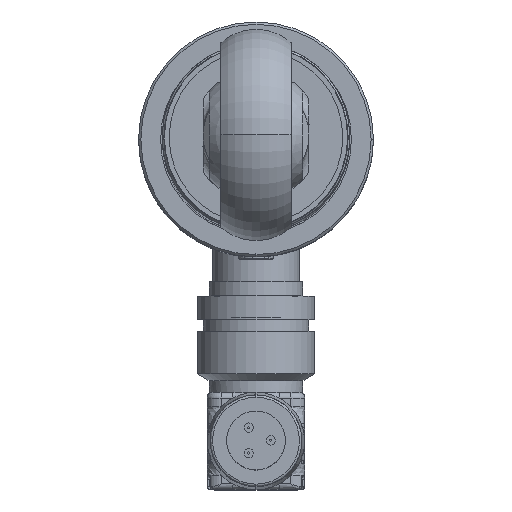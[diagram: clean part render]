
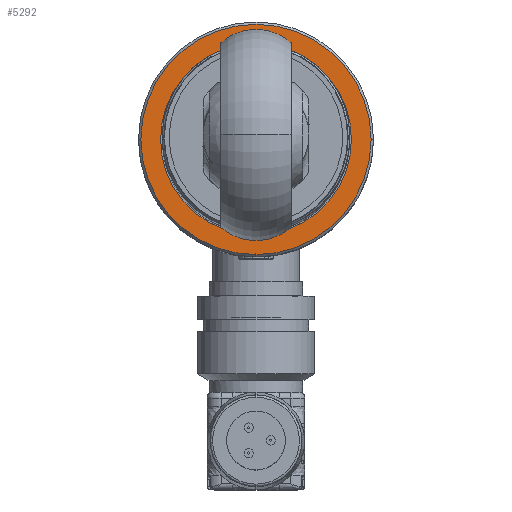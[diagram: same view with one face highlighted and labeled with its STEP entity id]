
A CAD part, top view. The second image highlights one B-rep face of the part: STEP entity #5292.
In plain terms, the highlighted planar face has unit normal (0, 0, 1).
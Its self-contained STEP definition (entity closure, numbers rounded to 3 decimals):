
#674 = EDGE_CURVE ( 'NONE', #3910, #3911, #3694, .T. ) ;
#3685 = DIRECTION ( 'NONE',  ( -1., 0., 0. ) ) ;
#3686 = DIRECTION ( 'NONE',  ( 0., 0., 1. ) ) ;
#3687 = CARTESIAN_POINT ( 'NONE',  ( 0., 0., -104.2 ) ) ;
#3688 = AXIS2_PLACEMENT_3D ( 'NONE', #3687, #3686, #3685 ) ;
#3694 = CIRCLE ( 'NONE', #3688, 9.8 ) ;
#3910 = VERTEX_POINT ( 'NONE', #8258 ) ;
#3911 = VERTEX_POINT ( 'NONE', #8305 ) ;
#3990 = VERTEX_POINT ( 'NONE', #8566 ) ;
#3991 = EDGE_CURVE ( 'NONE', #3992, #3990, #8600, .T. ) ;
#3992 = VERTEX_POINT ( 'NONE', #8610 ) ;
#5221 = EDGE_LOOP ( 'NONE', ( #5259, #5291 ) ) ;
#5259 = ORIENTED_EDGE ( 'NONE', *, *, #5274, .T. ) ;
#5271 = ORIENTED_EDGE ( 'NONE', *, *, #3991, .F. ) ;
#5274 = EDGE_CURVE ( 'NONE', #3911, #3910, #13324, .T. ) ;
#5275 = ORIENTED_EDGE ( 'NONE', *, *, #5298, .F. ) ;
#5291 = ORIENTED_EDGE ( 'NONE', *, *, #674, .T. ) ;
#5292 = ADVANCED_FACE ( 'NONE', ( #13353, #13340 ), #13381, .T. ) ;
#5293 = EDGE_LOOP ( 'NONE', ( #5275, #5271 ) ) ;
#5298 = EDGE_CURVE ( 'NONE', #3990, #3992, #13422, .T. ) ;
#8258 = CARTESIAN_POINT ( 'NONE',  ( -9.8, 0., -104.2 ) ) ;
#8305 = CARTESIAN_POINT ( 'NONE',  ( 9.8, 0., -104.2 ) ) ;
#8566 = CARTESIAN_POINT ( 'NONE',  ( -8.125, 0., -104.2 ) ) ;
#8597 = DIRECTION ( 'NONE',  ( -1., 0., 0. ) ) ;
#8598 = DIRECTION ( 'NONE',  ( 0., 0., 1. ) ) ;
#8599 = AXIS2_PLACEMENT_3D ( 'NONE', #8608, #8598, #8597 ) ;
#8600 = CIRCLE ( 'NONE', #8599, 8.125 ) ;
#8608 = CARTESIAN_POINT ( 'NONE',  ( 0., 0., -104.2 ) ) ;
#8610 = CARTESIAN_POINT ( 'NONE',  ( 8.125, 0., -104.2 ) ) ;
#13321 = DIRECTION ( 'NONE',  ( -1., 0., 0. ) ) ;
#13322 = DIRECTION ( 'NONE',  ( 0., 0., 1. ) ) ;
#13323 = AXIS2_PLACEMENT_3D ( 'NONE', #13330, #13322, #13321 ) ;
#13324 = CIRCLE ( 'NONE', #13323, 9.8 ) ;
#13330 = CARTESIAN_POINT ( 'NONE',  ( 0., 0., -104.2 ) ) ;
#13340 = FACE_BOUND ( 'NONE', #5293, .T. ) ;
#13353 = FACE_OUTER_BOUND ( 'NONE', #5221, .T. ) ;
#13380 = AXIS2_PLACEMENT_3D ( 'NONE', #13419, #13418, #13417 ) ;
#13381 = PLANE ( 'NONE',  #13380 ) ;
#13408 = DIRECTION ( 'NONE',  ( -1., 0., 0. ) ) ;
#13409 = DIRECTION ( 'NONE',  ( 0., 0., 1. ) ) ;
#13410 = CARTESIAN_POINT ( 'NONE',  ( 0., 0., -104.2 ) ) ;
#13411 = AXIS2_PLACEMENT_3D ( 'NONE', #13410, #13409, #13408 ) ;
#13417 = DIRECTION ( 'NONE',  ( -1., 0., 0. ) ) ;
#13418 = DIRECTION ( 'NONE',  ( 0., 0., 1. ) ) ;
#13419 = CARTESIAN_POINT ( 'NONE',  ( 0., 0., -104.2 ) ) ;
#13422 = CIRCLE ( 'NONE', #13411, 8.125 ) ;
